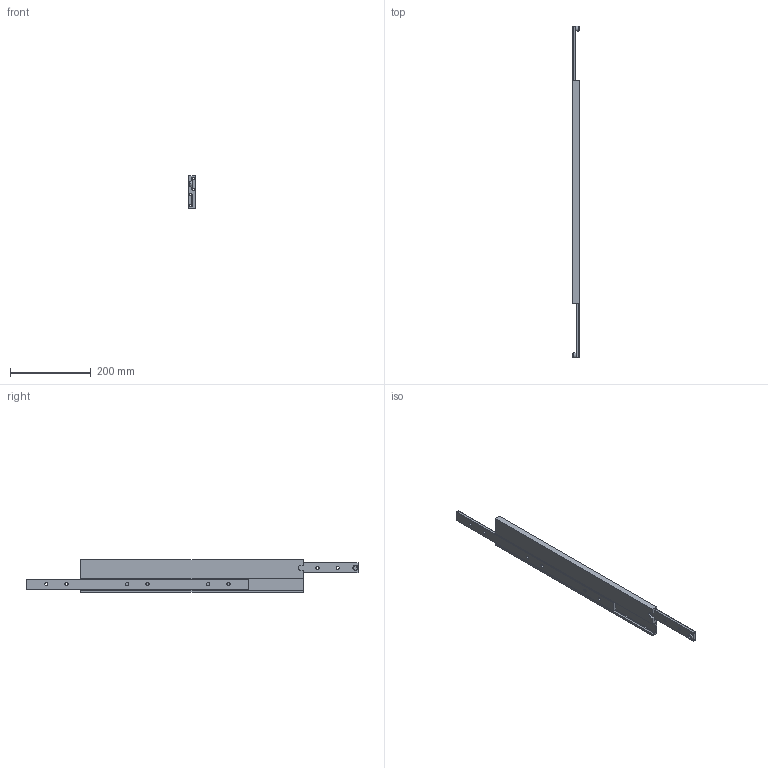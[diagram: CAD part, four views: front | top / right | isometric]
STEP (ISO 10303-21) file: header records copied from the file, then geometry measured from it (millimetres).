
FILE_DESCRIPTION(/* description */ ('SUPREME TR8017- 550/550 (17)'),/* implementation_level */ '2;1');
FILE_NAME(/* name */ '13880S7x.stp',/* time_stamp */ '2023-06-22T09:29:08+02:00',/* author */ ('r.groen'),/* organization */ (''),/* preprocessor_version */ 'ST-DEVELOPER v18.1',/* originating_system */ 'Autodesk Inventor 2022',/* authorisation */ '');
FILE_SCHEMA (('AUTOMOTIVE_DESIGN { 1 0 10303 214 3 1 1 }'));
Length unit declared in the file: millimetre
Products named in the file (3): 13880S86; 13880S86_1; 13880S86_2
Assembly tree (3 placements, depth 2):
  13880S86
    13880S86_1
    13880S86_2  x2
Bounding box: 17 x 820 x 80 mm (x, y, z)
Volume: 549664 mm3; surface area: 206564.3 mm2
Topology: 3 solids, 3 shells, 82 faces, 218 edges, 144 vertices
Faces by surface type: plane 56, cylinder 24, torus 2
Full cylindrical faces by diameter (mm): 8 x12, 13 x2
Entity records: 1909 total; most frequent: CARTESIAN_POINT 313, DIRECTION 308, ORIENTED_EDGE 302, EDGE_CURVE 151, LINE 118, VECTOR 118, VERTEX_POINT 100, AXIS2_PLACEMENT_3D 95
